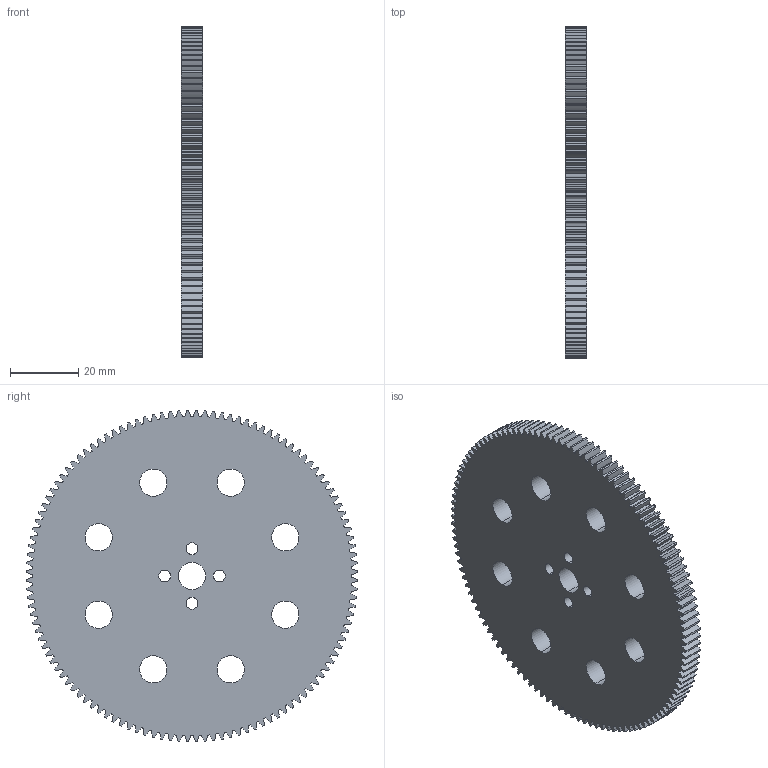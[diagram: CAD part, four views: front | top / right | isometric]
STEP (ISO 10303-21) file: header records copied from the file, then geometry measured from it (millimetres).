
FILE_DESCRIPTION (( 'STEP AP214' ), '1' );
FILE_NAME ('Gear 120 Tooth.step', '2017-10-17T01:14:18', ( '' ), ( '' ), 'SwSTEP 2.0', 'SolidWorks 2017', '' );
FILE_SCHEMA (( 'AUTOMOTIVE_DESIGN' ));
Length unit declared in the file: millimetre
Products named in the file (1): Gear 120 Tooth
Bounding box: 6.2 x 97.58 x 97.58 mm (x, y, z)
Volume: 41597.4 mm3; surface area: 18835.9 mm2
Topology: 1 solids, 1 shells, 513 faces, 1533 edges, 1022 vertices
Faces by surface type: cylinder 511, plane 2
Entity records: 17995 total; most frequent: DIRECTION 3583, CARTESIAN_POINT 3069, ORIENTED_EDGE 3066, AXIS2_PLACEMENT_3D 1536, EDGE_CURVE 1533, CIRCLE 1022, VERTEX_POINT 1022, EDGE_LOOP 539
